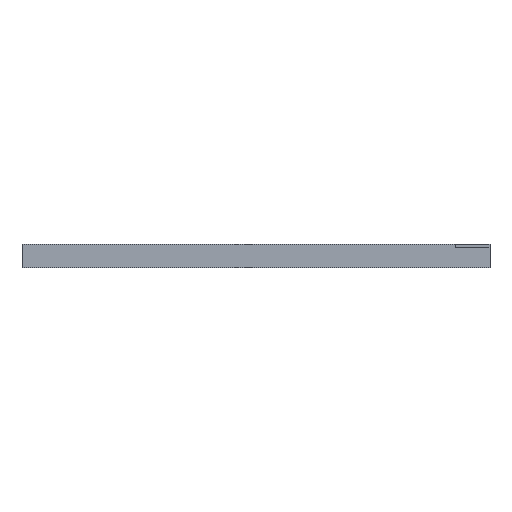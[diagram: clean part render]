
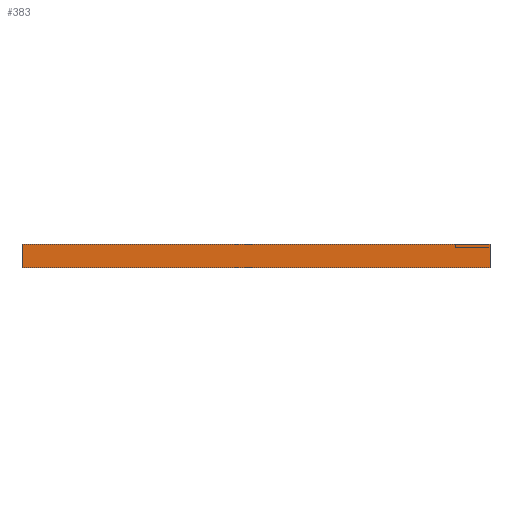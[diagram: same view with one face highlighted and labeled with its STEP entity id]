
A CAD part, front view. The second image highlights one B-rep face of the part: STEP entity #383.
In plain terms, the highlighted planar face has unit normal (0, -1, 0).
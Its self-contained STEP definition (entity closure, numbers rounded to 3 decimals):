
#383=ADVANCED_FACE($,(#720),#4476,.T.);
#720=FACE_OUTER_BOUND($,#1093,.T.);
#1093=EDGE_LOOP($,(#2130,#2131,#2132,#2133));
#2130=ORIENTED_EDGE($,*,*,#3379,.T.);
#2131=ORIENTED_EDGE($,*,*,#3381,.F.);
#2132=ORIENTED_EDGE($,*,*,#3380,.F.);
#2133=ORIENTED_EDGE($,*,*,#3353,.T.);
#3353=EDGE_CURVE($,#4059,#4058,#5474,.T.);
#3379=EDGE_CURVE($,#4058,#4079,#5486,.T.);
#3380=EDGE_CURVE($,#4059,#4080,#5487,.T.);
#3381=EDGE_CURVE($,#4080,#4079,#5488,.T.);
#4058=VERTEX_POINT($,#13265);
#4059=VERTEX_POINT($,#13266);
#4079=VERTEX_POINT($,#13286);
#4080=VERTEX_POINT($,#13287);
#4476=PLANE($,#6024);
#5474=B_SPLINE_CURVE_WITH_KNOTS($,1,(#10676,#10677),.UNSPECIFIED.,.F.,.F.,
(2,2),(0.,91.44),.UNSPECIFIED.);
#5486=B_SPLINE_CURVE_WITH_KNOTS($,1,(#10778,#10779),.UNSPECIFIED.,.F.,.F.,
(2,2),(0.,1.5),.UNSPECIFIED.);
#5487=B_SPLINE_CURVE_WITH_KNOTS($,1,(#10780,#10781),.UNSPECIFIED.,.F.,.F.,
(2,2),(0.,1.5),.UNSPECIFIED.);
#5488=B_SPLINE_CURVE_WITH_KNOTS($,1,(#10782,#10783),.UNSPECIFIED.,.F.,.F.,
(2,2),(0.,91.44),.UNSPECIFIED.);
#6024=AXIS2_PLACEMENT_3D($,#12392,#6290,$);
#6290=DIRECTION($,(0.,-1.,0.));
#10676=CARTESIAN_POINT($,(-15.24,-9.25,21.7));
#10677=CARTESIAN_POINT($,(15.24,-9.25,21.7));
#10778=CARTESIAN_POINT($,(15.24,-9.25,21.7));
#10779=CARTESIAN_POINT($,(15.24,-9.25,23.2));
#10780=CARTESIAN_POINT($,(-15.24,-9.25,21.7));
#10781=CARTESIAN_POINT($,(-15.24,-9.25,23.2));
#10782=CARTESIAN_POINT($,(-15.24,-9.25,23.2));
#10783=CARTESIAN_POINT($,(15.24,-9.25,23.2));
#12392=CARTESIAN_POINT($,(15.24,-9.25,21.7));
#13265=CARTESIAN_POINT($,(15.24,-9.25,21.7));
#13266=CARTESIAN_POINT($,(-15.24,-9.25,21.7));
#13286=CARTESIAN_POINT($,(15.24,-9.25,23.2));
#13287=CARTESIAN_POINT($,(-15.24,-9.25,23.2));
